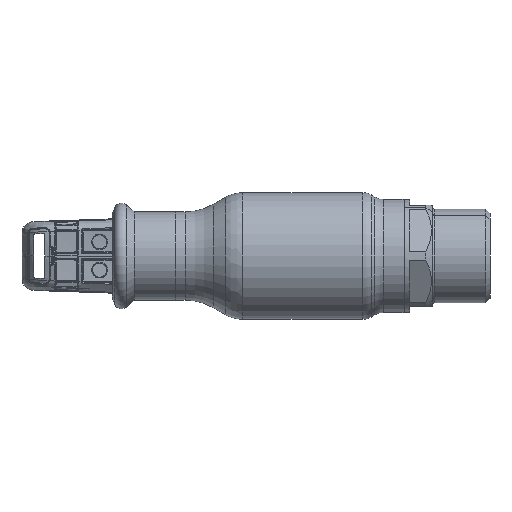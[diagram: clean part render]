
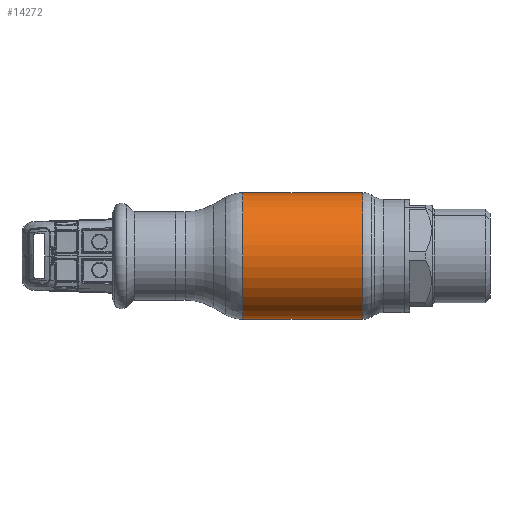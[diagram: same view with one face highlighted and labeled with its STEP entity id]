
A CAD part, front view. The second image highlights one B-rep face of the part: STEP entity #14272.
In plain terms, the highlighted cylindrical face has radius 22.5 mm (diameter 45 mm), a partial arc.
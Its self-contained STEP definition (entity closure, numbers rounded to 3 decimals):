
#13 = EDGE_LOOP ( 'NONE', ( #50396, #42722, #9043, #54166 ) ) ;
#703 = CARTESIAN_POINT ( 'NONE',  ( -21.285, 0., -22.5 ) ) ;
#4176 = VERTEX_POINT ( 'NONE', #37947 ) ;
#9043 = ORIENTED_EDGE ( 'NONE', *, *, #41753, .T. ) ;
#12404 = AXIS2_PLACEMENT_3D ( 'NONE', #49263, #24481, #16231 ) ;
#14272 = ADVANCED_FACE ( 'NONE', ( #39737 ), #29147, .T. ) ;
#15245 = EDGE_CURVE ( 'NONE', #4176, #54163, #42639, .T. ) ;
#15622 = DIRECTION ( 'NONE',  ( 0., 0., 1. ) ) ;
#15675 = CARTESIAN_POINT ( 'NONE',  ( -21.285, 0., 0. ) ) ;
#16231 = DIRECTION ( 'NONE',  ( 0., 0., 1. ) ) ;
#19962 = CARTESIAN_POINT ( 'NONE',  ( -21.285, 0., 22.5 ) ) ;
#24481 = DIRECTION ( 'NONE',  ( -1., 0., 0. ) ) ;
#25117 = CARTESIAN_POINT ( 'NONE',  ( 21.285, 0., 0. ) ) ;
#28033 = VECTOR ( 'NONE', #33952, 1000. ) ;
#29147 = CYLINDRICAL_SURFACE ( 'NONE', #12404, 22.5 ) ;
#29818 = VECTOR ( 'NONE', #37052, 1000. ) ;
#32267 = EDGE_CURVE ( 'NONE', #4176, #36188, #51720, .T. ) ;
#33435 = AXIS2_PLACEMENT_3D ( 'NONE', #25117, #48880, #15622 ) ;
#33952 = DIRECTION ( 'NONE',  ( -1., 0., 0. ) ) ;
#36188 = VERTEX_POINT ( 'NONE', #60732 ) ;
#37052 = DIRECTION ( 'NONE',  ( -1., 0., 0. ) ) ;
#37947 = CARTESIAN_POINT ( 'NONE',  ( 21.285, 0., -22.5 ) ) ;
#39737 = FACE_OUTER_BOUND ( 'NONE', #13, .T. ) ;
#40090 = DIRECTION ( 'NONE',  ( 0., 0., 1. ) ) ;
#41753 = EDGE_CURVE ( 'NONE', #36188, #58034, #53646, .T. ) ;
#42639 = LINE ( 'NONE', #51100, #29818 ) ;
#42722 = ORIENTED_EDGE ( 'NONE', *, *, #32267, .T. ) ;
#43403 = CARTESIAN_POINT ( 'NONE',  ( -62.69, 0., 22.5 ) ) ;
#44058 = EDGE_CURVE ( 'NONE', #54163, #58034, #53565, .T. ) ;
#48880 = DIRECTION ( 'NONE',  ( -1., 0., 0. ) ) ;
#49263 = CARTESIAN_POINT ( 'NONE',  ( -62.69, 0., 0. ) ) ;
#50396 = ORIENTED_EDGE ( 'NONE', *, *, #15245, .F. ) ;
#51100 = CARTESIAN_POINT ( 'NONE',  ( -62.69, 0., -22.5 ) ) ;
#51636 = AXIS2_PLACEMENT_3D ( 'NONE', #15675, #54355, #40090 ) ;
#51720 = CIRCLE ( 'NONE', #33435, 22.5 ) ;
#53565 = CIRCLE ( 'NONE', #51636, 22.5 ) ;
#53646 = LINE ( 'NONE', #43403, #28033 ) ;
#54163 = VERTEX_POINT ( 'NONE', #703 ) ;
#54166 = ORIENTED_EDGE ( 'NONE', *, *, #44058, .F. ) ;
#54355 = DIRECTION ( 'NONE',  ( -1., 0., 0. ) ) ;
#58034 = VERTEX_POINT ( 'NONE', #19962 ) ;
#60732 = CARTESIAN_POINT ( 'NONE',  ( 21.285, 0., 22.5 ) ) ;
